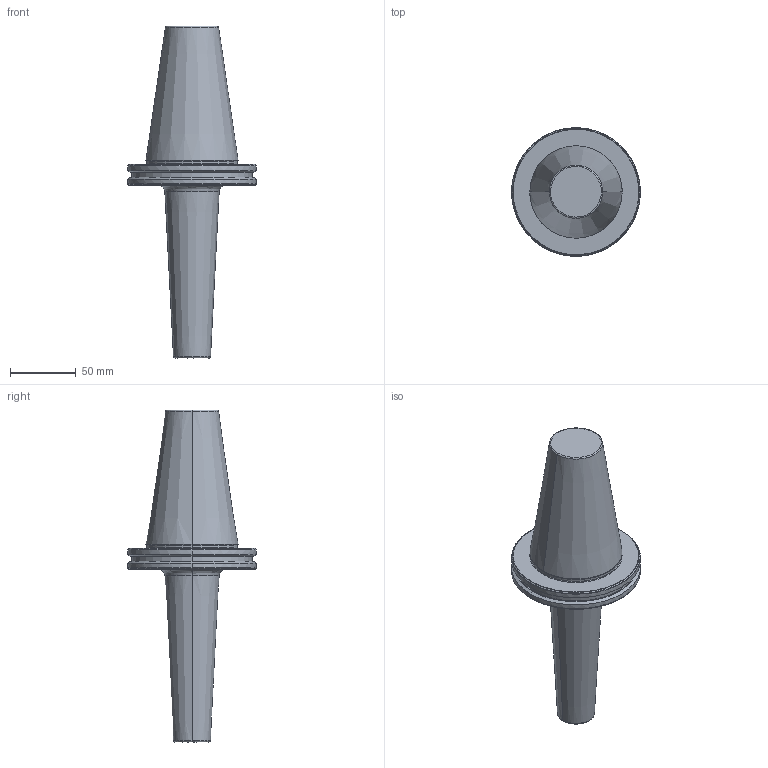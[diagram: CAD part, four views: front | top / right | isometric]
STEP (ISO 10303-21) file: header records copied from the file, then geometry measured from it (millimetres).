
FILE_DESCRIPTION (( 'STEP AP203' ), '1' );
FILE_NAME ('SK 50 DMC 10 150 AD-2.5G 25000 SL.STEP', '2019-05-03T11:42:21', ( '' ), ( '' ), 'SwSTEP 2.0', 'SolidWorks 2014', '' );
FILE_SCHEMA (( 'CONFIG_CONTROL_DESIGN' ));
Length unit declared in the file: millimetre
Products named in the file (1): SK 50 DMC 10 150 AD-2.5G 25000 SL
Bounding box: 97.5 x 97.5 x 251.75 mm (x, y, z)
Volume: 500699.5 mm3; surface area: 49918.6 mm2
Topology: 1 solids, 1 shells, 64 faces, 152 edges, 94 vertices
Faces by surface type: bspline 20, torus 16, cone 14, cylinder 8, plane 6
Entity records: 3045 total; most frequent: CARTESIAN_POINT 1567, ORIENTED_EDGE 304, DIRECTION 296, EDGE_CURVE 152, AXIS2_PLACEMENT_3D 137, VERTEX_POINT 94, CIRCLE 92, EDGE_LOOP 68
